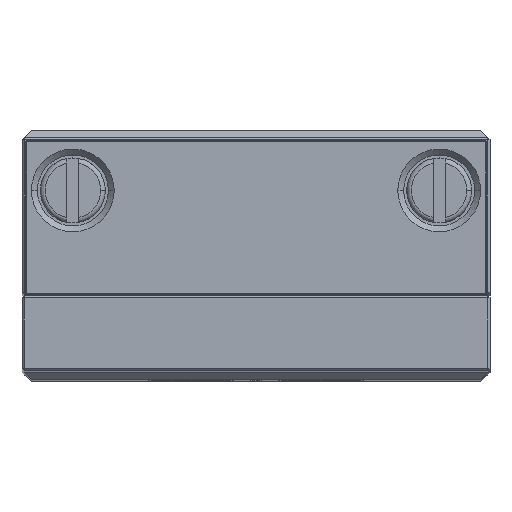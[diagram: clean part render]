
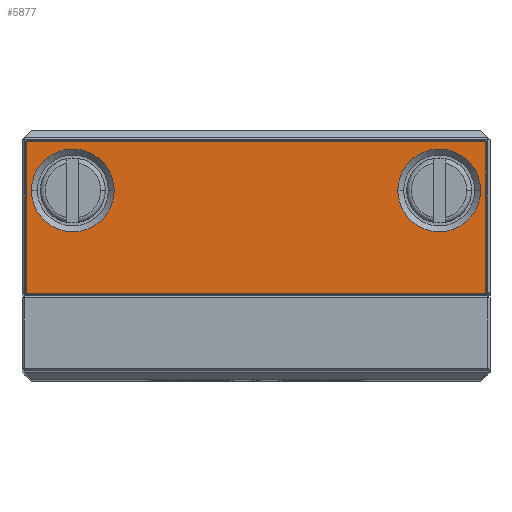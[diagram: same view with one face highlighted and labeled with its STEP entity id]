
A CAD part, top view. The second image highlights one B-rep face of the part: STEP entity #5877.
In plain terms, the highlighted planar face has unit normal (0, 0, 1).
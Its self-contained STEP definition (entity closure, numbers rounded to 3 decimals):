
#4197=FACE_BOUND('',#8464,.T.);
#4198=FACE_BOUND('',#8465,.T.);
#4199=FACE_BOUND('',#8466,.T.);
#4420=PLANE('',#26651);
#5877=ADVANCED_FACE('',(#4197,#4198,#4199),#4420,.T.);
#8464=EDGE_LOOP('',(#14395,#14396,#14397,#14398));
#8465=EDGE_LOOP('',(#14399,#14400));
#8466=EDGE_LOOP('',(#14401,#14402));
#9893=LINE('',#34142,#12088);
#9894=LINE('',#34145,#12089);
#9895=LINE('',#34147,#12090);
#9896=LINE('',#34149,#12091);
#12088=VECTOR('',#28444,1.);
#12089=VECTOR('',#28445,1.);
#12090=VECTOR('',#28446,1.);
#12091=VECTOR('',#28447,1.);
#14395=ORIENTED_EDGE('',*,*,#22837,.T.);
#14396=ORIENTED_EDGE('',*,*,#22838,.T.);
#14397=ORIENTED_EDGE('',*,*,#22839,.T.);
#14398=ORIENTED_EDGE('',*,*,#22840,.T.);
#14399=ORIENTED_EDGE('',*,*,#22767,.T.);
#14400=ORIENTED_EDGE('',*,*,#22836,.T.);
#14401=ORIENTED_EDGE('',*,*,#22771,.T.);
#14402=ORIENTED_EDGE('',*,*,#22835,.T.);
#20699=VERTEX_POINT('',#33878);
#20700=VERTEX_POINT('',#33880);
#20703=VERTEX_POINT('',#33887);
#20704=VERTEX_POINT('',#33889);
#20743=VERTEX_POINT('',#34143);
#20744=VERTEX_POINT('',#34144);
#20745=VERTEX_POINT('',#34146);
#20746=VERTEX_POINT('',#34148);
#22767=EDGE_CURVE('',#20700,#20699,#25987,.T.);
#22771=EDGE_CURVE('',#20704,#20703,#25989,.T.);
#22835=EDGE_CURVE('',#20703,#20704,#26020,.T.);
#22836=EDGE_CURVE('',#20699,#20700,#26021,.T.);
#22837=EDGE_CURVE('',#20743,#20744,#9893,.T.);
#22838=EDGE_CURVE('',#20744,#20745,#9894,.T.);
#22839=EDGE_CURVE('',#20745,#20746,#9895,.T.);
#22840=EDGE_CURVE('',#20746,#20743,#9896,.T.);
#25987=CIRCLE('',#26586,3.5);
#25989=CIRCLE('',#26589,3.5);
#26020=CIRCLE('',#26647,3.5);
#26021=CIRCLE('',#26649,3.5);
#26586=AXIS2_PLACEMENT_3D('',#33879,#28287,#28288);
#26589=AXIS2_PLACEMENT_3D('',#33888,#28295,#28296);
#26647=AXIS2_PLACEMENT_3D('',#34138,#28436,#28437);
#26649=AXIS2_PLACEMENT_3D('',#34140,#28440,#28441);
#26651=AXIS2_PLACEMENT_3D('',#34150,#28448,#28449);
#28287=DIRECTION('',(0.,0.,-1.));
#28288=DIRECTION('',(1.,0.,0.));
#28295=DIRECTION('',(0.,0.,-1.));
#28296=DIRECTION('',(1.,0.,0.));
#28436=DIRECTION('',(0.,0.,-1.));
#28437=DIRECTION('',(1.,0.,0.));
#28440=DIRECTION('',(0.,0.,-1.));
#28441=DIRECTION('',(1.,0.,0.));
#28444=DIRECTION('',(0.,-1.,0.));
#28445=DIRECTION('',(1.,0.,0.));
#28446=DIRECTION('',(0.,1.,0.));
#28447=DIRECTION('',(-1.,0.,0.));
#28448=DIRECTION('',(0.,0.,1.));
#28449=DIRECTION('',(1.,0.,0.));
#33878=CARTESIAN_POINT('',(12.,15.92,75.));
#33879=CARTESIAN_POINT('',(15.5,15.92,75.));
#33880=CARTESIAN_POINT('',(19.,15.92,75.));
#33887=CARTESIAN_POINT('',(-19.,15.92,75.));
#33888=CARTESIAN_POINT('',(-15.5,15.92,75.));
#33889=CARTESIAN_POINT('',(-12.,15.92,75.));
#34138=CARTESIAN_POINT('',(-15.5,15.92,75.));
#34140=CARTESIAN_POINT('',(15.5,15.92,75.));
#34142=CARTESIAN_POINT('',(-19.4,7.12,75.));
#34143=CARTESIAN_POINT('',(-19.4,20.02,75.));
#34144=CARTESIAN_POINT('',(-19.4,7.22,75.));
#34145=CARTESIAN_POINT('',(19.5,7.22,75.));
#34146=CARTESIAN_POINT('',(19.4,7.22,75.));
#34147=CARTESIAN_POINT('',(19.4,20.12,75.));
#34148=CARTESIAN_POINT('',(19.4,20.02,75.));
#34149=CARTESIAN_POINT('',(-19.5,20.02,75.));
#34150=CARTESIAN_POINT('',(-19.5,7.12,75.));
